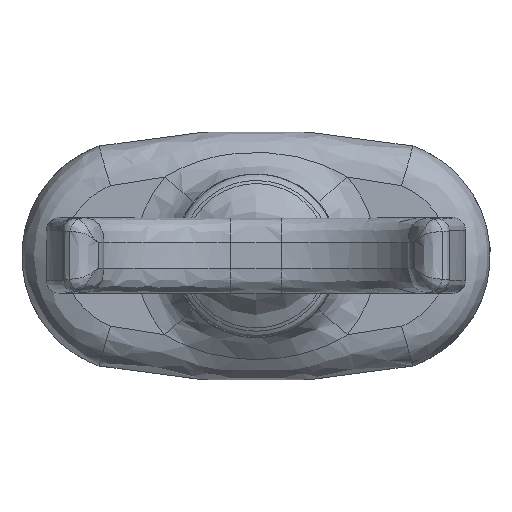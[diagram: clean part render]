
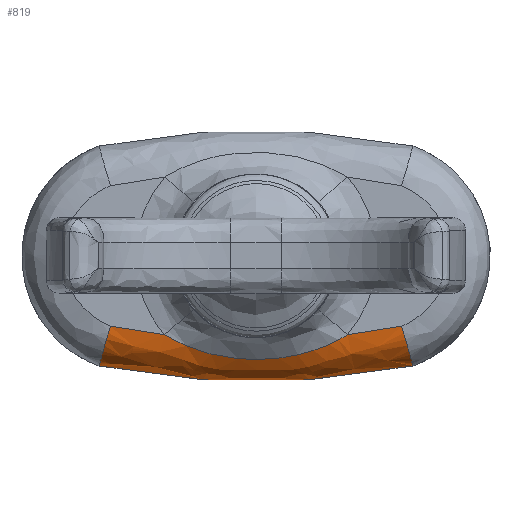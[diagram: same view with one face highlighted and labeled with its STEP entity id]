
A CAD part, top view. The second image highlights one B-rep face of the part: STEP entity #819.
In plain terms, the highlighted free-form (B-spline) face has degree [2, 2] with [3, 3] control points.
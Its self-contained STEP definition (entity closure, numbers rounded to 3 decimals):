
#159 = VERTEX_POINT('',#160);
#160 = CARTESIAN_POINT('',(-22.615,-15.83,
    3.112));
#190 = VERTEX_POINT('',#191);
#191 = CARTESIAN_POINT('',(22.615,-15.83,
    3.112));
#196 = EDGE_CURVE('',#159,#190,#197,.T.);
#197 = ( BOUNDED_CURVE() B_SPLINE_CURVE(2,(#198,#199,#200),
.UNSPECIFIED.,.F.,.F.) B_SPLINE_CURVE_WITH_KNOTS((3,3),(6.084,
6.483),.PIECEWISE_BEZIER_KNOTS.) CURVE() 
GEOMETRIC_REPRESENTATION_ITEM() RATIONAL_B_SPLINE_CURVE((1.,
0.98,1.)) REPRESENTATION_ITEM('') );
#198 = CARTESIAN_POINT('',(-22.615,-15.83,
    3.112));
#199 = CARTESIAN_POINT('',(0.,-20.399,
    3.112));
#200 = CARTESIAN_POINT('',(22.615,-15.83,
    3.112));
#457 = VERTEX_POINT('',#458);
#458 = CARTESIAN_POINT('',(-13.178,-11.353,9.046
    ));
#464 = EDGE_CURVE('',#457,#465,#467,.T.);
#465 = VERTEX_POINT('',#466);
#466 = CARTESIAN_POINT('',(13.178,-11.353,9.046
    ));
#467 = B_SPLINE_CURVE_WITH_KNOTS('',3,(#468,#469,#470,#471,#472,#473,
    #474,#475),.UNSPECIFIED.,.F.,.F.,(4,1,1,1,1,4),(-3.337,
    -2.86,-1.907,-0.953,-0.477,0.),
  .UNSPECIFIED.);
#468 = CARTESIAN_POINT('',(-13.178,-11.353,9.046
    ));
#469 = CARTESIAN_POINT('',(-12.173,-11.967,
    9.046));
#470 = CARTESIAN_POINT('',(-8.933,-13.661,
    8.862));
#471 = CARTESIAN_POINT('',(-2.197,-15.274,
    8.208));
#472 = CARTESIAN_POINT('',(5.046,-14.713,8.477
    ));
#473 = CARTESIAN_POINT('',(10.007,-13.086,8.931
    ));
#474 = CARTESIAN_POINT('',(12.181,-11.962,9.046)
  );
#475 = CARTESIAN_POINT('',(13.178,-11.353,9.046
    ));
#748 = EDGE_CURVE('',#749,#465,#751,.T.);
#749 = VERTEX_POINT('',#750);
#750 = CARTESIAN_POINT('',(20.973,-10.107,9.046
    ));
#751 = ( BOUNDED_CURVE() B_SPLINE_CURVE(2,(#752,#753,#754),
.UNSPECIFIED.,.F.,.F.) B_SPLINE_CURVE_WITH_KNOTS((3,3),(6.088,
6.161),.PIECEWISE_BEZIER_KNOTS.) CURVE() 
GEOMETRIC_REPRESENTATION_ITEM() RATIONAL_B_SPLINE_CURVE((1.,
0.999,1.)) REPRESENTATION_ITEM('') );
#752 = CARTESIAN_POINT('',(20.973,-10.107,9.046
    ));
#753 = CARTESIAN_POINT('',(17.098,-10.872,9.046
    ));
#754 = CARTESIAN_POINT('',(13.178,-11.353,9.046
    ));
#786 = EDGE_CURVE('',#749,#190,#787,.T.);
#787 = B_SPLINE_CURVE_WITH_KNOTS('',3,(#788,#789,#790,#791,#792,#793,
    #794,#795,#796,#797,#798,#799,#800,#801),.UNSPECIFIED.,.F.,.F.,(4,2,
    2,2,2,2,4),(-0.002,0.,0.132,0.265,
    0.521,0.777,1.033),.UNSPECIFIED.);
#788 = CARTESIAN_POINT('',(20.973,-10.107,9.046
    ));
#789 = CARTESIAN_POINT('',(20.974,-10.113,9.046
    ));
#790 = CARTESIAN_POINT('',(20.976,-10.119,9.046)
  );
#791 = CARTESIAN_POINT('',(21.091,-10.508,9.045
    ));
#792 = CARTESIAN_POINT('',(21.204,-10.889,
    9.003));
#793 = CARTESIAN_POINT('',(21.423,-11.64,
    8.842));
#794 = CARTESIAN_POINT('',(21.529,-12.006,
    8.723));
#795 = CARTESIAN_POINT('',(21.828,-13.043,
    8.263));
#796 = CARTESIAN_POINT('',(22.004,-13.664,
    7.823));
#797 = CARTESIAN_POINT('',(22.3,-14.708,
    6.723));
#798 = CARTESIAN_POINT('',(22.416,-15.122,
    6.073));
#799 = CARTESIAN_POINT('',(22.574,-15.685,4.646
    ));
#800 = CARTESIAN_POINT('',(22.615,-15.83,
    3.883));
#801 = CARTESIAN_POINT('',(22.615,-15.83,
    3.112));
#819 = ADVANCED_FACE('',(#820),#851,.T.);
#820 = FACE_BOUND('',#821,.T.);
#821 = EDGE_LOOP('',(#822,#823,#831,#848,#849,#850));
#822 = ORIENTED_EDGE('',*,*,#464,.F.);
#823 = ORIENTED_EDGE('',*,*,#824,.T.);
#824 = EDGE_CURVE('',#457,#825,#827,.T.);
#825 = VERTEX_POINT('',#826);
#826 = CARTESIAN_POINT('',(-20.973,-10.107,9.046
    ));
#827 = ( BOUNDED_CURVE() B_SPLINE_CURVE(2,(#828,#829,#830),
.UNSPECIFIED.,.F.,.F.) B_SPLINE_CURVE_WITH_KNOTS((3,3),(0.122,
0.195),.PIECEWISE_BEZIER_KNOTS.) CURVE() 
GEOMETRIC_REPRESENTATION_ITEM() RATIONAL_B_SPLINE_CURVE((1.,
0.999,1.)) REPRESENTATION_ITEM('') );
#828 = CARTESIAN_POINT('',(-13.178,-11.353,9.046
    ));
#829 = CARTESIAN_POINT('',(-17.098,-10.872,9.046
    ));
#830 = CARTESIAN_POINT('',(-20.973,-10.107,9.046
    ));
#831 = ORIENTED_EDGE('',*,*,#832,.T.);
#832 = EDGE_CURVE('',#825,#159,#833,.T.);
#833 = B_SPLINE_CURVE_WITH_KNOTS('',3,(#834,#835,#836,#837,#838,#839,
    #840,#841,#842,#843,#844,#845,#846,#847),.UNSPECIFIED.,.F.,.F.,(4,2,
    2,2,2,2,4),(-0.002,0.,0.132,0.265,
    0.521,0.777,1.033),.UNSPECIFIED.);
#834 = CARTESIAN_POINT('',(-20.973,-10.107,9.046
    ));
#835 = CARTESIAN_POINT('',(-20.974,-10.112,9.046)
  );
#836 = CARTESIAN_POINT('',(-20.976,-10.118,
    9.046));
#837 = CARTESIAN_POINT('',(-21.091,-10.506,
    9.045));
#838 = CARTESIAN_POINT('',(-21.203,-10.888,
    9.004));
#839 = CARTESIAN_POINT('',(-21.423,-11.639,8.843)
  );
#840 = CARTESIAN_POINT('',(-21.529,-12.006,8.723
    ));
#841 = CARTESIAN_POINT('',(-21.828,-13.042,
    8.263));
#842 = CARTESIAN_POINT('',(-22.004,-13.664,
    7.823));
#843 = CARTESIAN_POINT('',(-22.3,-14.708,
    6.723));
#844 = CARTESIAN_POINT('',(-22.416,-15.122,6.073)
  );
#845 = CARTESIAN_POINT('',(-22.574,-15.685,4.646
    ));
#846 = CARTESIAN_POINT('',(-22.615,-15.83,
    3.883));
#847 = CARTESIAN_POINT('',(-22.615,-15.83,
    3.112));
#848 = ORIENTED_EDGE('',*,*,#196,.T.);
#849 = ORIENTED_EDGE('',*,*,#786,.F.);
#850 = ORIENTED_EDGE('',*,*,#748,.T.);
#851 = ( BOUNDED_SURFACE() B_SPLINE_SURFACE(2,2,(
    (#852,#853,#854)
    ,(#855,#856,#857)
    ,(#858,#859,#860
)),.UNSPECIFIED.,.F.,.F.,.F.) B_SPLINE_SURFACE_WITH_KNOTS((3,3),(3,3),(
    4.513,4.912),(0.,1.571),
.PIECEWISE_BEZIER_KNOTS.) GEOMETRIC_REPRESENTATION_ITEM() 
RATIONAL_B_SPLINE_SURFACE((
    (1.,0.707,1.)
    ,(0.98,0.693,0.98)
,(1.,0.707,1.))) REPRESENTATION_ITEM('') SURFACE() );
#852 = CARTESIAN_POINT('',(-22.615,-15.83,
    3.112));
#853 = CARTESIAN_POINT('',(-22.615,-15.83,
    9.046));
#854 = CARTESIAN_POINT('',(-21.44,-10.014,9.046)
  );
#855 = CARTESIAN_POINT('',(0.,-20.399,
    3.112));
#856 = CARTESIAN_POINT('',(0.,-20.399,
    9.046));
#857 = CARTESIAN_POINT('',(0.,-14.345,
    9.046));
#858 = CARTESIAN_POINT('',(22.615,-15.83,
    3.112));
#859 = CARTESIAN_POINT('',(22.615,-15.83,
    9.046));
#860 = CARTESIAN_POINT('',(21.44,-10.014,9.046
    ));
